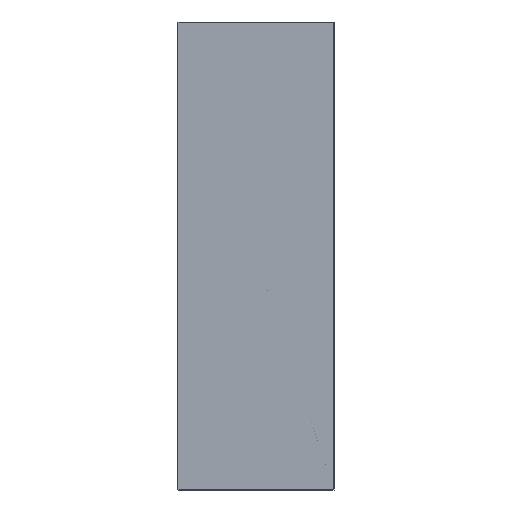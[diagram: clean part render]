
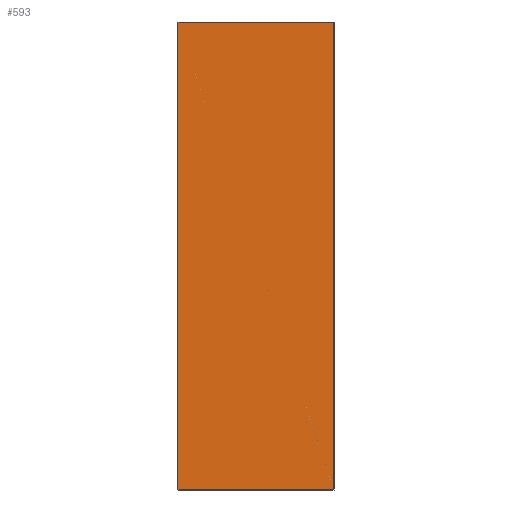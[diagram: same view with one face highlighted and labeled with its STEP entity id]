
A CAD part, left-side view. The second image highlights one B-rep face of the part: STEP entity #593.
In plain terms, the highlighted planar face has unit normal (-1, 0, 0).
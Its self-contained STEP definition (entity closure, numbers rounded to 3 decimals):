
#537=CARTESIAN_POINT('',(-31.88,0.0,24.361));
#538=VERTEX_POINT('',#537);
#546=CARTESIAN_POINT('',(-31.88,10.0,24.361));
#547=VERTEX_POINT('',#546);
#554=CARTESIAN_POINT('',(-31.88,0.0,24.361));
#555=DIRECTION('',(0.0,1.0,0.0));
#556=VECTOR('',#555,10.0);
#557=LINE('',#554,#556);
#558=EDGE_CURVE('',#538,#547,#557,.T.);
#563=CARTESIAN_POINT('',(-31.88,0.0,-5.639));
#564=DIRECTION('',(-1.0,0.0,0.0));
#565=DIRECTION('',(0.0,0.0,1.0));
#566=AXIS2_PLACEMENT_3D('',#563,#564,#565);
#567=PLANE('',#566);
#568=CARTESIAN_POINT('',(-31.88,0.0,-5.639));
#569=VERTEX_POINT('',#568);
#570=CARTESIAN_POINT('',(-31.88,0.0,24.361));
#571=DIRECTION('',(0.0,0.0,-1.0));
#572=VECTOR('',#571,30.);
#573=LINE('',#570,#572);
#574=EDGE_CURVE('',#538,#569,#573,.T.);
#575=ORIENTED_EDGE('',*,*,#574,.F.);
#576=ORIENTED_EDGE('',*,*,#558,.T.);
#577=CARTESIAN_POINT('',(-31.88,10.0,-5.639));
#578=VERTEX_POINT('',#577);
#579=CARTESIAN_POINT('',(-31.88,10.0,-5.639));
#580=DIRECTION('',(0.0,0.0,1.0));
#581=VECTOR('',#580,30.);
#582=LINE('',#579,#581);
#583=EDGE_CURVE('',#578,#547,#582,.T.);
#584=ORIENTED_EDGE('',*,*,#583,.F.);
#585=CARTESIAN_POINT('',(-31.88,0.0,-5.639));
#586=DIRECTION('',(0.0,1.0,0.0));
#587=VECTOR('',#586,10.0);
#588=LINE('',#585,#587);
#589=EDGE_CURVE('',#569,#578,#588,.T.);
#590=ORIENTED_EDGE('',*,*,#589,.F.);
#591=EDGE_LOOP('',(#575,#576,#584,#590));
#592=FACE_OUTER_BOUND('',#591,.T.);
#593=ADVANCED_FACE('',(#592),#567,.T.);
